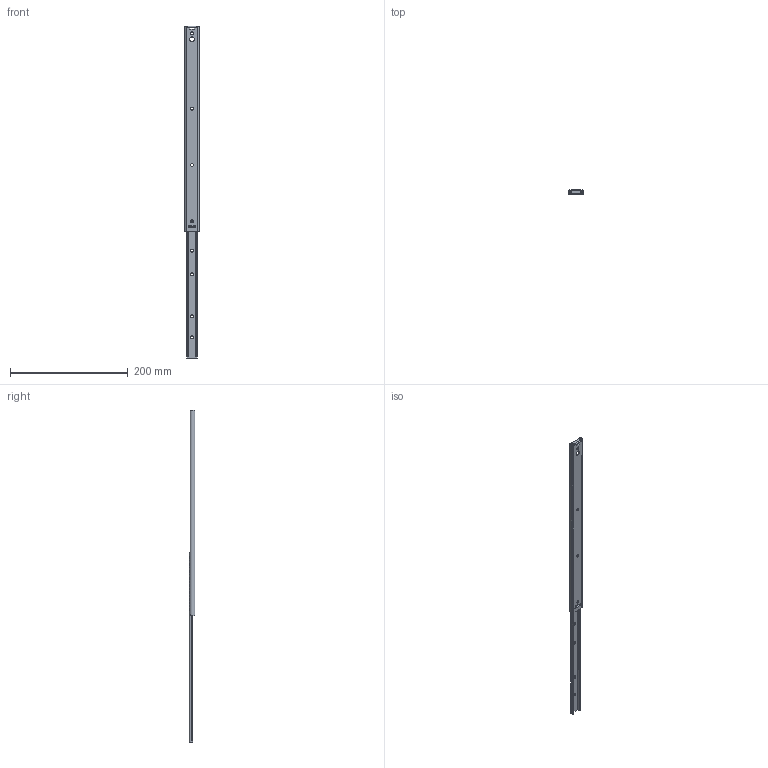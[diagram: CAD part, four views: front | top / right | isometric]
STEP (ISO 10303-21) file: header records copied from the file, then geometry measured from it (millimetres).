
FILE_DESCRIPTION(/* description */ (''),/* implementation_level */ '2;1');
FILE_NAME(/* name */ 'E000032081.stp',/* time_stamp */ '2015-06-16T09:29:31+02:00',/* author */ ('stagece'),/* organization */ (''),/* preprocessor_version */ 'ST-DEVELOPER v15.6',/* originating_system */ 'Autodesk Inventor 2015',/* authorisation */ '');
FILE_SCHEMA (('AUTOMOTIVE_DESIGN { 1 0 10303 214 3 1 1 }'));
Length unit declared in the file: millimetre
Products named in the file (10): E000031074; E000031071; E000031069; E000031066; E000031072; E000031073; E000031070; E000031073_MIR1; E000031070_MIR1; E000032079
Assembly tree (23 placements, depth 4):
  E000032079
    E000031074
    E000031066
      E000031069
        E000031071
    E000031070
      E000031072
      E000031073  x13
    E000031070_MIR1
      E000031073_MIR1  x3
Bounding box: 27.03 x 9.5 x 565 mm (x, y, z)
Volume: 27815.1 mm3; surface area: 50581.1 mm2
Topology: 19 solids, 19 shells, 334 faces, 983 edges, 648 vertices
Faces by surface type: plane 178, cylinder 140, sphere 16
Full cylindrical faces by diameter (mm): 4.1 x16, 5 x8, 8 x2
Entity records: 11049 total; most frequent: CARTESIAN_POINT 1920, DIRECTION 1893, ORIENTED_EDGE 1822, EDGE_CURVE 911, AXIS2_PLACEMENT_3D 633, LINE 627, VECTOR 627, VERTEX_POINT 620
